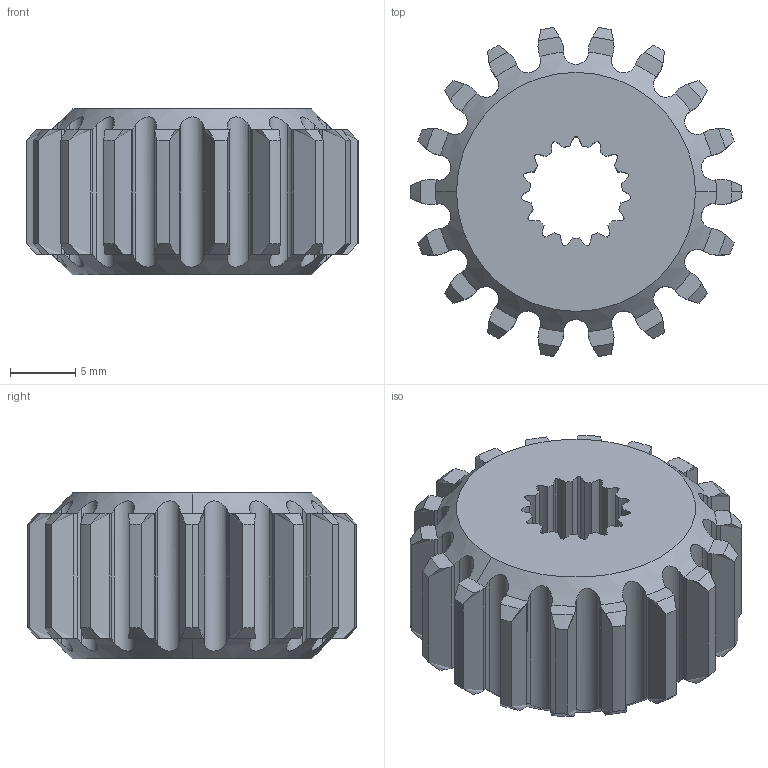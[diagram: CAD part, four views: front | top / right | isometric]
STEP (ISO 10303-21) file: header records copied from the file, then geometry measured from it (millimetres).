
FILE_DESCRIPTION (( 'STEP AP203' ), '1' );
FILE_NAME ('REV-21-4008_Rev_UNLINKED.STEP', '2025-11-24T20:53:26', ( '' ), ( '' ), 'SwSTEP 2.0', 'SolidWorks 2022', '' );
FILE_SCHEMA (( 'CONFIG_CONTROL_DESIGN' ));
Length unit declared in the file: millimetre
Products named in the file (1): REV-21-4008_Rev_UNLINKED
Bounding box: 25.4 x 25.16 x 12.7 mm (x, y, z)
Volume: 4115.3 mm3; surface area: 2640.9 mm2
Topology: 1 solids, 1 shells, 377 faces, 1104 edges, 736 vertices
Faces by surface type: plane 144, bspline 118, cylinder 73, cone 42
Entity records: 16459 total; most frequent: CARTESIAN_POINT 7389, ORIENTED_EDGE 2208, DIRECTION 1378, EDGE_CURVE 1104, VERTEX_POINT 736, VECTOR 488, LINE 488, AXIS2_PLACEMENT_3D 445
